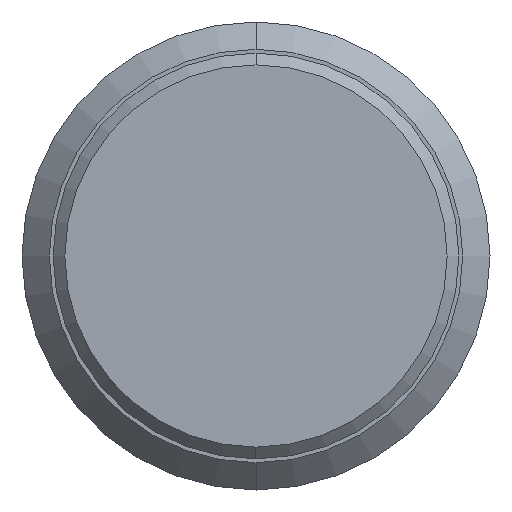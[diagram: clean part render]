
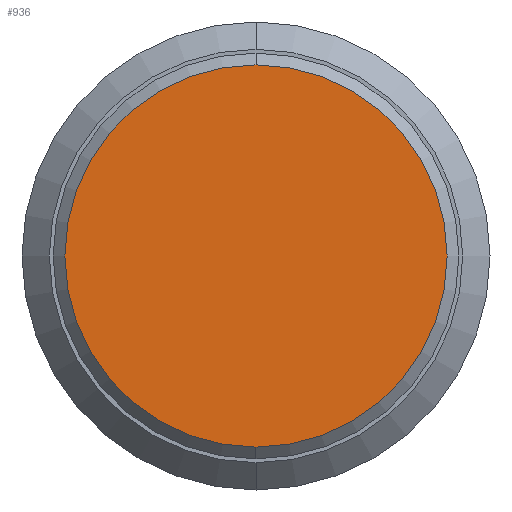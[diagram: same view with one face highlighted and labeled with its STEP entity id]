
A CAD part, front view. The second image highlights one B-rep face of the part: STEP entity #936.
In plain terms, the highlighted planar face has unit normal (0, -1, 0).
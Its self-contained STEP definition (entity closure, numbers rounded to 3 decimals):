
#936=ADVANCED_FACE('',(#1788),#1789,.T.);
#1788=FACE_OUTER_BOUND('',#2647,.T.);
#1789=PLANE('',#2648);
#2647=EDGE_LOOP('',(#4745,#4746));
#2648=AXIS2_PLACEMENT_3D('',#4747,#4748,#4749);
#4745=ORIENTED_EDGE('',*,*,#5514,.T.);
#4746=ORIENTED_EDGE('',*,*,#5542,.T.);
#4747=CARTESIAN_POINT('',(0.0,-8.0,2.45));
#4748=DIRECTION('',(0.0,-1.0,0.0));
#4749=DIRECTION('',(0.0,0.0,1.0));
#5514=EDGE_CURVE('',#6571,#6575,#6577,.T.);
#5542=EDGE_CURVE('',#6575,#6571,#6615,.T.);
#6571=VERTEX_POINT('',#8196);
#6575=VERTEX_POINT('',#8201);
#6577=CIRCLE('',#8204,4.9);
#6615=CIRCLE('',#8248,4.9);
#8196=CARTESIAN_POINT('',(0.0,-8.0,4.9));
#8201=CARTESIAN_POINT('',(0.,-8.0,-4.9));
#8204=AXIS2_PLACEMENT_3D('',#9254,#9255,#9256);
#8248=AXIS2_PLACEMENT_3D('',#9296,#9297,#9298);
#9254=CARTESIAN_POINT('',(0.0,-8.0,0.0));
#9255=DIRECTION('',(0.0,-1.0,0.0));
#9256=DIRECTION('',(0.0,0.0,1.0));
#9296=CARTESIAN_POINT('',(0.0,-8.0,0.0));
#9297=DIRECTION('',(0.0,-1.0,0.0));
#9298=DIRECTION('',(0.0,0.0,1.0));
